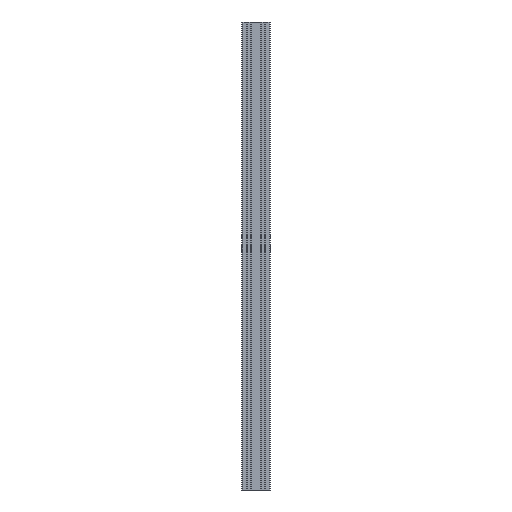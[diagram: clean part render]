
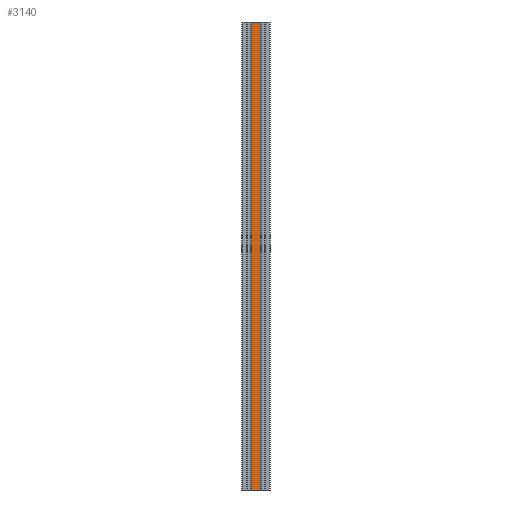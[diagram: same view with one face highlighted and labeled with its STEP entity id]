
A CAD part, left-side view. The second image highlights one B-rep face of the part: STEP entity #3140.
In plain terms, the highlighted planar face has unit normal (-1, 0, 0).
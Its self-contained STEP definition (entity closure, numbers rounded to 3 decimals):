
#320 = CARTESIAN_POINT ( 'NONE',  ( 0.446, 63.834, 1000. ) ) ;
#327 = PLANE ( 'NONE',  #2010 ) ;
#329 = DIRECTION ( 'NONE',  ( 1., 0., 0. ) ) ;
#330 = DIRECTION ( 'NONE',  ( 0., 0., -1. ) ) ;
#511 = CARTESIAN_POINT ( 'NONE',  ( 0.446, 43.634, 1000. ) ) ;
#512 = CARTESIAN_POINT ( 'NONE',  ( 0.446, 63.834, 1000. ) ) ;
#1068 = CARTESIAN_POINT ( 'NONE',  ( 0.446, 63.834, 0. ) ) ;
#1073 = DIRECTION ( 'NONE',  ( 0., -1., 0. ) ) ;
#1201 = CARTESIAN_POINT ( 'NONE',  ( 0.446, 63.834, 1000. ) ) ;
#1202 = DIRECTION ( 'NONE',  ( 0., -1., 0. ) ) ;
#2010 = AXIS2_PLACEMENT_3D ( 'NONE', #320, #329, #330 ) ;
#3140 = ADVANCED_FACE ( 'NONE', ( #5222 ), #327, .F. ) ;
#3320 = EDGE_LOOP ( 'NONE', ( #4698, #4699, #4700, #4701 ) ) ;
#3322 = VERTEX_POINT ( 'NONE', #511 ) ;
#3323 = VERTEX_POINT ( 'NONE', #512 ) ;
#4117 = EDGE_CURVE ( 'NONE', #4602, #4601, #8353, .T. ) ;
#4181 = EDGE_CURVE ( 'NONE', #3323, #3322, #8446, .T. ) ;
#4445 = EDGE_CURVE ( 'NONE', #3322, #4601, #8665, .T. ) ;
#4446 = EDGE_CURVE ( 'NONE', #3323, #4602, #8667, .T. ) ;
#4601 = VERTEX_POINT ( 'NONE', #7027 ) ;
#4602 = VERTEX_POINT ( 'NONE', #7028 ) ;
#4698 = ORIENTED_EDGE ( 'NONE', *, *, #4117, .T. ) ;
#4699 = ORIENTED_EDGE ( 'NONE', *, *, #4445, .F. ) ;
#4700 = ORIENTED_EDGE ( 'NONE', *, *, #4181, .F. ) ;
#4701 = ORIENTED_EDGE ( 'NONE', *, *, #4446, .T. ) ;
#5222 = FACE_OUTER_BOUND ( 'NONE', #3320, .T. ) ;
#7027 = CARTESIAN_POINT ( 'NONE',  ( 0.446, 43.634, 0. ) ) ;
#7028 = CARTESIAN_POINT ( 'NONE',  ( 0.446, 63.834, 0. ) ) ;
#7954 = CARTESIAN_POINT ( 'NONE',  ( 0.446, 43.634, 1000. ) ) ;
#7955 = DIRECTION ( 'NONE',  ( 0., 0., -1. ) ) ;
#7956 = CARTESIAN_POINT ( 'NONE',  ( 0.446, 63.834, 1000. ) ) ;
#7957 = DIRECTION ( 'NONE',  ( 0., 0., -1. ) ) ;
#8353 = LINE ( 'NONE', #1068, #8358 ) ;
#8358 = VECTOR ( 'NONE', #1073, 1000. ) ;
#8446 = LINE ( 'NONE', #1201, #8449 ) ;
#8449 = VECTOR ( 'NONE', #1202, 1000. ) ;
#8665 = LINE ( 'NONE', #7954, #8668 ) ;
#8667 = LINE ( 'NONE', #7956, #8670 ) ;
#8668 = VECTOR ( 'NONE', #7955, 1000. ) ;
#8670 = VECTOR ( 'NONE', #7957, 1000. ) ;
